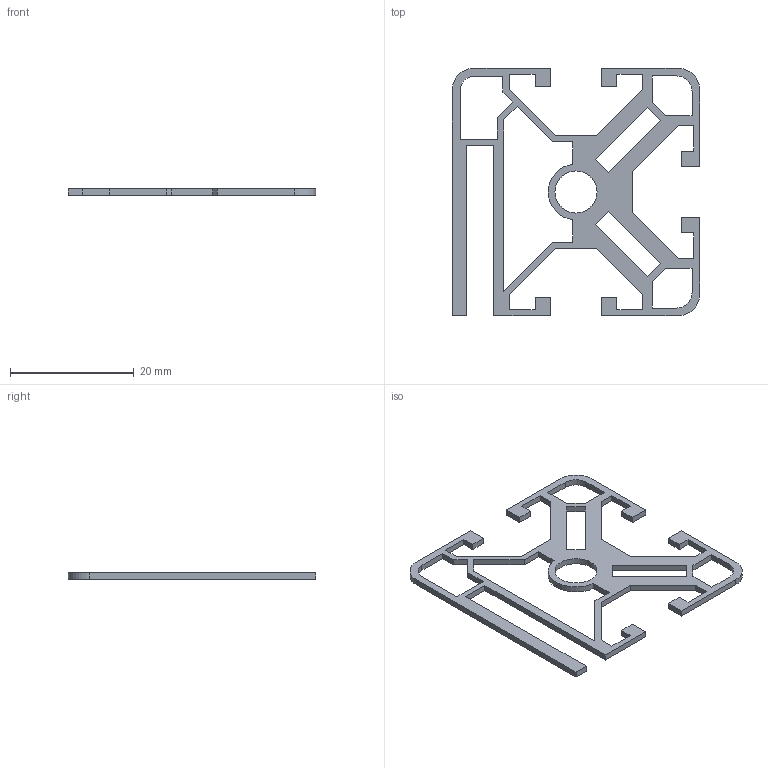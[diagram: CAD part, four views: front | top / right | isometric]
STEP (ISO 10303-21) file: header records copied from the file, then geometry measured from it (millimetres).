
FILE_DESCRIPTION((''),'2;1');
FILE_NAME('SP627_extern.ipt.step','2007-09-10T15:11:05',(''),(''),'Autodesk Inventor 11','Autodesk Inventor 11','');
FILE_SCHEMA(('AUTOMOTIVE_DESIGN { 1 0 10303 214 1 1 1 1 }'));
Length unit declared in the file: millimetre
Products named in the file (1): SP627_extern
Bounding box: 40 x 40 x 1 mm (x, y, z)
Volume: 536.4 mm3; surface area: 1666.4 mm2
Topology: 1 solids, 1 shells, 93 faces, 274 edges, 183 vertices
Faces by surface type: plane 85, cylinder 7, bspline 1
Entity records: 3102 total; most frequent: CARTESIAN_POINT 565, ORIENTED_EDGE 544, DIRECTION 474, EDGE_CURVE 272, VECTOR 256, LINE 256, VERTEX_POINT 182, AXIS2_PLACEMENT_3D 109
